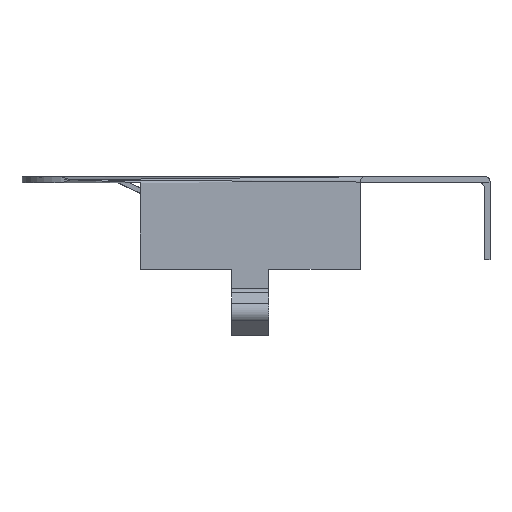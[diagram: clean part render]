
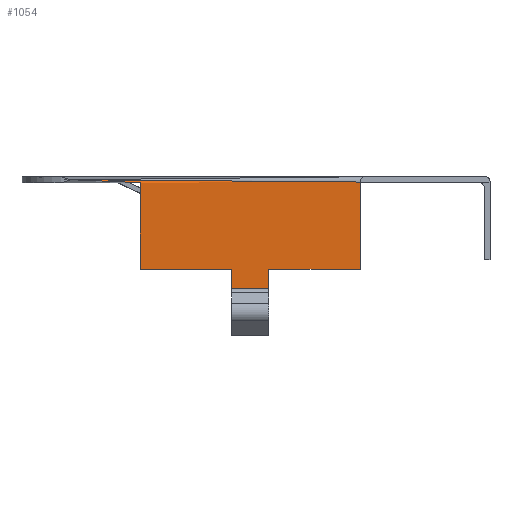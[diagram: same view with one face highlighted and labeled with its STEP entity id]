
A CAD part, left-side view. The second image highlights one B-rep face of the part: STEP entity #1054.
In plain terms, the highlighted planar face has unit normal (-1, 0, 0).
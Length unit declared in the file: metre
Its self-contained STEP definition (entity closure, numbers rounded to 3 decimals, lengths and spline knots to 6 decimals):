
#702 = EDGE_CURVE( '', #1948, #1940, #1949, .T. );
#704 = EDGE_CURVE( '', #1951, #1948, #1952, .T. );
#750 = EDGE_CURVE( '', #1846, #1951, #2031, .T. );
#1054 = ADVANCED_FACE( '', ( #2491 ), #2492, .F. );
#1394 = EDGE_CURVE( '', #2866, #2500, #2924, .T. );
#1476 = EDGE_CURVE( '', #2786, #1959, #3016, .T. );
#1484 = EDGE_CURVE( '', #2500, #1846, #3024, .T. );
#1500 = EDGE_CURVE( '', #2465, #2866, #3042, .T. );
#1584 = EDGE_CURVE( '', #1959, #2465, #3139, .T. );
#1722 = EDGE_CURVE( '', #1940, #2786, #3298, .T. );
#1846 = VERTEX_POINT( '', #3457 );
#1940 = VERTEX_POINT( '', #3584 );
#1948 = VERTEX_POINT( '', #3595 );
#1949 = LINE( '', #3596, #3597 );
#1951 = VERTEX_POINT( '', #3600 );
#1952 = LINE( '', #3601, #3602 );
#1959 = VERTEX_POINT( '', #3612 );
#2031 = LINE( '', #3715, #3716 );
#2465 = VERTEX_POINT( '', #4343 );
#2491 = FACE_OUTER_BOUND( '', #4384, .T. );
#2492 = PLANE( '', #4385 );
#2500 = VERTEX_POINT( '', #4400 );
#2786 = VERTEX_POINT( '', #4833 );
#2866 = VERTEX_POINT( '', #4946 );
#2924 = LINE( '', #5035, #5036 );
#3016 = LINE( '', #5189, #5190 );
#3024 = LINE( '', #5205, #5206 );
#3042 = LINE( '', #5234, #5235 );
#3139 = LINE( '', #5387, #5388 );
#3298 = LINE( '', #5634, #5635 );
#3457 = CARTESIAN_POINT( '', ( -0.01054, -0.004057, 0.003735 ) );
#3584 = CARTESIAN_POINT( '', ( -0.010541, -0.000145, -0.000828 ) );
#3595 = CARTESIAN_POINT( '', ( -0.010541, -0.000145, 0. ) );
#3596 = CARTESIAN_POINT( '', ( -0.010541, -0.000145, 0.001363 ) );
#3597 = VECTOR( '', #5832, 1. );
#3600 = CARTESIAN_POINT( '', ( -0.010541, -0.004057, 0. ) );
#3601 = CARTESIAN_POINT( '', ( -0.010541, 0.000655, 0. ) );
#3602 = VECTOR( '', #5833, 1. );
#3612 = CARTESIAN_POINT( '', ( -0.010541, 0.001455, 0. ) );
#3715 = CARTESIAN_POINT( '', ( -0.010541, -0.004057, 0.001363 ) );
#3716 = VECTOR( '', #5890, 1. );
#4343 = CARTESIAN_POINT( '', ( -0.010541, 0.005367, 0. ) );
#4384 = EDGE_LOOP( '', ( #6406, #6407, #6408, #6409, #6410, #6411, #6412, #6413, #6414 ) );
#4385 = AXIS2_PLACEMENT_3D( '', #6415, #6416, #6417 );
#4400 = CARTESIAN_POINT( '', ( -0.010441, 0.00833, 0.003835 ) );
#4833 = CARTESIAN_POINT( '', ( -0.010541, 0.001455, -0.000828 ) );
#4946 = CARTESIAN_POINT( '', ( -0.010541, 0.005367, 0.003708 ) );
#5035 = CARTESIAN_POINT( '', ( -0.010541, 0.007693, 0.003708 ) );
#5036 = VECTOR( '', #7054, 1. );
#5189 = CARTESIAN_POINT( '', ( -0.010541, 0.001455, 0.001363 ) );
#5190 = VECTOR( '', #7176, 1. );
#5205 = CARTESIAN_POINT( '', ( -0.010541, 0.007693, 0.003762 ) );
#5206 = VECTOR( '', #7180, 1. );
#5234 = CARTESIAN_POINT( '', ( -0.010541, 0.005367, 0.001363 ) );
#5235 = VECTOR( '', #7204, 1. );
#5387 = CARTESIAN_POINT( '', ( -0.010541, 0.000655, 0. ) );
#5388 = VECTOR( '', #7355, 1. );
#5634 = CARTESIAN_POINT( '', ( -0.010541, 0.000655, -0.000828 ) );
#5635 = VECTOR( '', #7601, 1. );
#5832 = DIRECTION( '', ( 0., 0., -1. ) );
#5833 = DIRECTION( '', ( 0., 1., 0. ) );
#5890 = DIRECTION( '', ( 0., 0., -1. ) );
#6406 = ORIENTED_EDGE( '', *, *, #1476, .F. );
#6407 = ORIENTED_EDGE( '', *, *, #1722, .F. );
#6408 = ORIENTED_EDGE( '', *, *, #702, .F. );
#6409 = ORIENTED_EDGE( '', *, *, #704, .F. );
#6410 = ORIENTED_EDGE( '', *, *, #750, .F. );
#6411 = ORIENTED_EDGE( '', *, *, #1484, .F. );
#6412 = ORIENTED_EDGE( '', *, *, #1394, .F. );
#6413 = ORIENTED_EDGE( '', *, *, #1500, .F. );
#6414 = ORIENTED_EDGE( '', *, *, #1584, .F. );
#6415 = CARTESIAN_POINT( '', ( -0.010541, 0.000655, 0.001363 ) );
#6416 = DIRECTION( '', ( 1., 0., 0. ) );
#6417 = DIRECTION( '', ( 0., 0., 1. ) );
#7054 = DIRECTION( '', ( 0., 1., 0. ) );
#7176 = DIRECTION( '', ( 0., 0., 1. ) );
#7180 = DIRECTION( '', ( 0., -1., 0. ) );
#7204 = DIRECTION( '', ( 0., 0., 1. ) );
#7355 = DIRECTION( '', ( 0., 1., 0. ) );
#7601 = DIRECTION( '', ( 0., 1., 0. ) );
